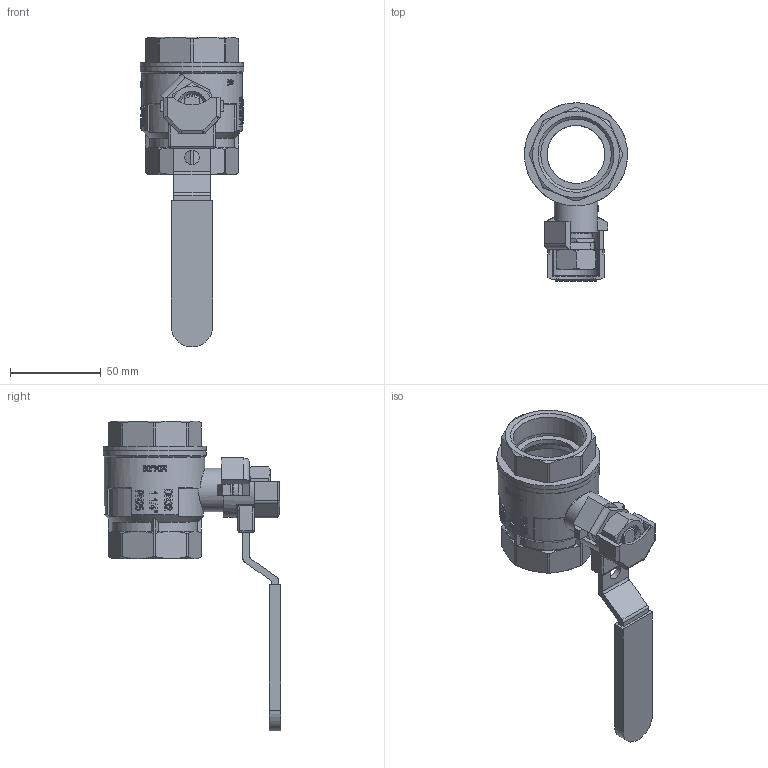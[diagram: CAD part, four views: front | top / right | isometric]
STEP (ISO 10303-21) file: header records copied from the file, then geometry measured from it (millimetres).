
FILE_DESCRIPTION(/* description */ ('Unknown','CAx-IF Rec.Pracs.---Representation and Presentation of Product Manufacturing Information (PMI)---4.0---2014-10-13','CAx-IF Rec.Pracs.---3D Tessellated Geometry---0.4---2014-09-14','2;1'),/* implementation_level */ '2;1');
FILE_NAME(/* name */ '605-07',/* time_stamp */ '2023-09-21T10:50:17+02:00',/* author */ ('Unknown'),/* organization */ ('Unknown'),/* preprocessor_version */ 'ST-DEVELOPER v18.102',/* originating_system */ 'Solid Edge',/* authorisation */ 'Unknown');
FILE_SCHEMA (('AP242_MANAGED_MODEL_BASED_3D_ENGINEERING_MIM_LF { 1 0 10303 442 1 1 4 }'));
Products named in the file (12): 605-07; 600-07; 600-07_Spindel; 600-07_Stopfbuchse; 600-07_Einschraubteil; 600-07_Körper; Edelstahlgriff_DN32_DN40; Schlie_lasche_DN32_DN40; Edelstahlgriff Ummantelung_DN32_DN40; Mutter M12
Assembly tree (11 placements, depth 4):
  605-07
    600-07
      600-07_Spindel
        600-07_Spindel
        600-07_Stopfbuchse
      600-07_Einschraubteil
      600-07_Körper
    Edelstahlgriff_DN32_DN40
      Edelstahlgriff_DN32_DN40
      Schlie_lasche_DN32_DN40
      Edelstahlgriff Ummantelung_DN32_DN40
    Mutter M12
Bounding box: 57 x 98.3 x 171.2 mm (x, y, z)
Volume: 85052.1 mm3; surface area: 61434.3 mm2
Topology: 8 solids, 8 shells, 1389 faces, 3835 edges, 2510 vertices
Faces by surface type: plane 1138, cylinder 160, cone 64, sphere 14, bspline 7, torus 6
Full cylindrical faces by diameter (mm): 8 x1, 10 x1, 13 x1, 14 x2, 14.1 x1, 14.5 x1, 15 x1, 16 x1, 18 x1, 18.38 x1, 20 x1, 22 x1, 24 x1, 32 x2, 38.952 x2, 38.954 x3, 42 x2, 50.499 x1, 50.5 x1, 52 x1, 52.002 x1, 54 x1, 55.5 x1, 57 x2
Entity records: 59156 total; most frequent: CARTESIAN_POINT 13550, DIRECTION 8536, ORIENTED_EDGE 7520, EDGE_CURVE 3760, AXIS2_PLACEMENT_3D 3500, VERTEX_POINT 2500, ELLIPSE 1608, LINE 1536
